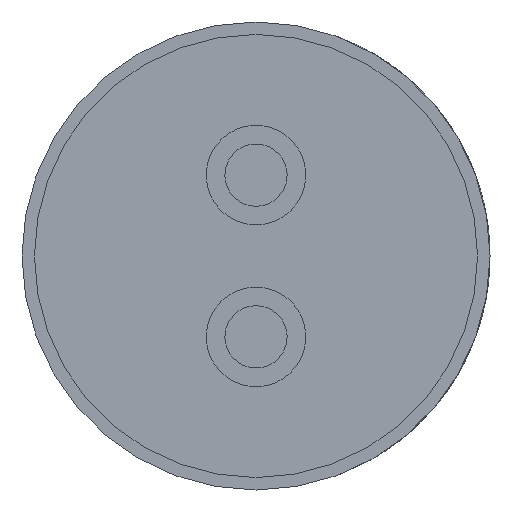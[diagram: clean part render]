
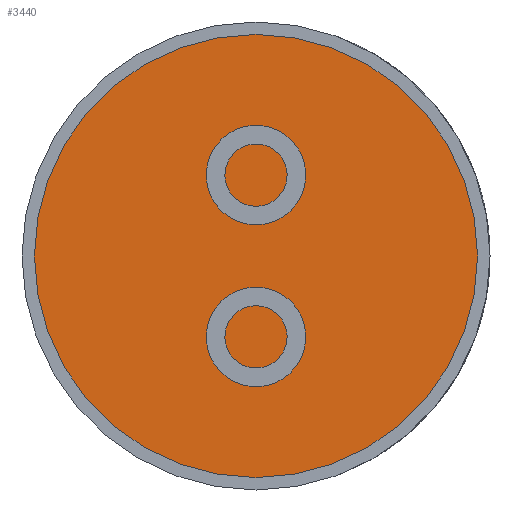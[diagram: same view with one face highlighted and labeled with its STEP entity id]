
A CAD part, front view. The second image highlights one B-rep face of the part: STEP entity #3440.
In plain terms, the highlighted planar face has unit normal (0, -1, 0).
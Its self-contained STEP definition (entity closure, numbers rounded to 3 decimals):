
#53 = CARTESIAN_POINT ( 'NONE',  ( 0., 3., 0. ) ) ;
#724 = VERTEX_POINT ( 'NONE', #2360 ) ;
#745 = EDGE_LOOP ( 'NONE', ( #3731, #1802 ) ) ;
#905 = CARTESIAN_POINT ( 'NONE',  ( 0., 3., 17.8 ) ) ;
#1089 = DIRECTION ( 'NONE',  ( 0., 0., -1. ) ) ;
#1099 = DIRECTION ( 'NONE',  ( 0., -1., 0. ) ) ;
#1438 = CARTESIAN_POINT ( 'NONE',  ( 0., 3., 0. ) ) ;
#1457 = DIRECTION ( 'NONE',  ( 0., 0., -1. ) ) ;
#1541 = PLANE ( 'NONE',  #3099 ) ;
#1802 = ORIENTED_EDGE ( 'NONE', *, *, #2393, .T. ) ;
#1848 = AXIS2_PLACEMENT_3D ( 'NONE', #53, #1099, #1457 ) ;
#2360 = CARTESIAN_POINT ( 'NONE',  ( 0., 3., -17.8 ) ) ;
#2393 = EDGE_CURVE ( 'NONE', #4327, #724, #3364, .T. ) ;
#2604 = CIRCLE ( 'NONE', #1848, 17.8 ) ;
#3092 = AXIS2_PLACEMENT_3D ( 'NONE', #1438, #3169, #1089 ) ;
#3099 = AXIS2_PLACEMENT_3D ( 'NONE', #3273, #3663, #4032 ) ;
#3154 = FACE_OUTER_BOUND ( 'NONE', #745, .T. ) ;
#3169 = DIRECTION ( 'NONE',  ( 0., -1., 0. ) ) ;
#3273 = CARTESIAN_POINT ( 'NONE',  ( 0., 3., 0. ) ) ;
#3364 = CIRCLE ( 'NONE', #3092, 17.8 ) ;
#3440 = ADVANCED_FACE ( 'NONE', ( #3154 ), #1541, .T. ) ;
#3663 = DIRECTION ( 'NONE',  ( 0., -1., 0. ) ) ;
#3731 = ORIENTED_EDGE ( 'NONE', *, *, #3806, .T. ) ;
#3806 = EDGE_CURVE ( 'NONE', #724, #4327, #2604, .T. ) ;
#4032 = DIRECTION ( 'NONE',  ( 0., 0., -1. ) ) ;
#4327 = VERTEX_POINT ( 'NONE', #905 ) ;
